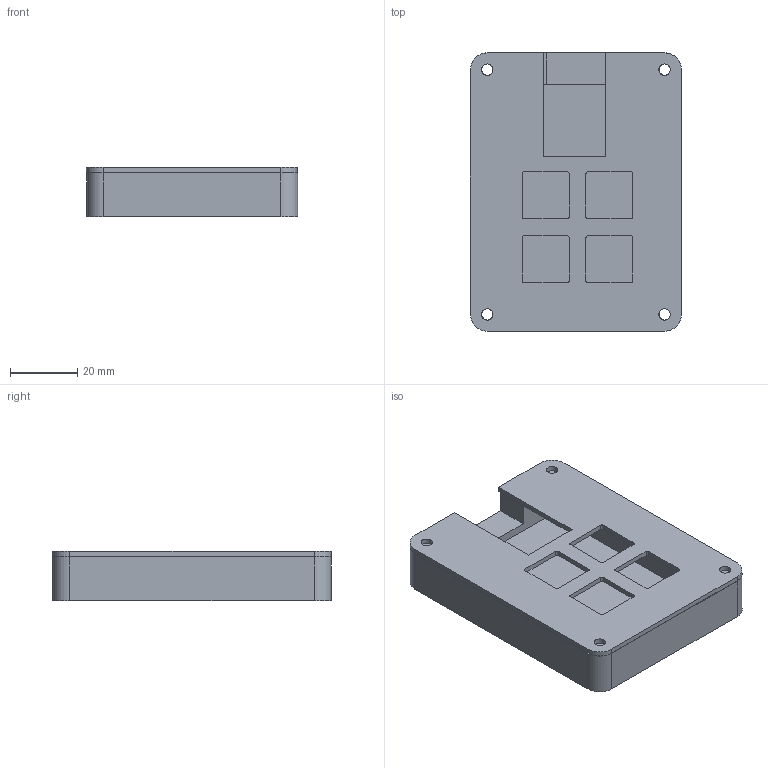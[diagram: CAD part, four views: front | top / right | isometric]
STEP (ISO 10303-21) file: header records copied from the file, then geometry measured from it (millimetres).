
FILE_DESCRIPTION(/* description */ (''),/* implementation_level */ '2;1');
FILE_NAME(/* name */ 'Hackpad Complete.step',/* time_stamp */ '2025-07-31T22:21:50-04:00',/* author */ (''),/* organization */ (''),/* preprocessor_version */ 'ST-DEVELOPER v20.1',/* originating_system */ 'Autodesk Translation Framework v14.10.0.0',/* authorisation */ '');
FILE_SCHEMA (('AUTOMOTIVE_DESIGN { 1 0 10303 214 3 1 1 }'));
Length unit declared in the file: millimetre
Products named in the file (3): Hackpad Bottom; Component1; Hackpad Top
Assembly tree (2 placements, depth 2):
  Hackpad Bottom
    Component1
    Hackpad Top
Bounding box: 62.93 x 82.95 x 14.6 mm (x, y, z)
Volume: 43041 mm3; surface area: 25225.1 mm2
Topology: 2 solids, 2 shells, 403 faces, 1110 edges, 740 vertices
Faces by surface type: bspline 204, plane 159, cylinder 40
Full cylindrical faces by diameter (mm): 3.4 x8, 6 x8
Entity records: 14797 total; most frequent: CARTESIAN_POINT 5726, ORIENTED_EDGE 2220, DIRECTION 1190, EDGE_CURVE 1110, VERTEX_POINT 740, LINE 622, VECTOR 622, EDGE_LOOP 456
